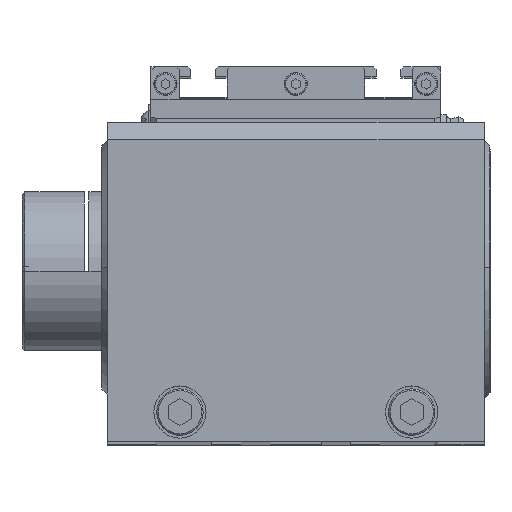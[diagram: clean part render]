
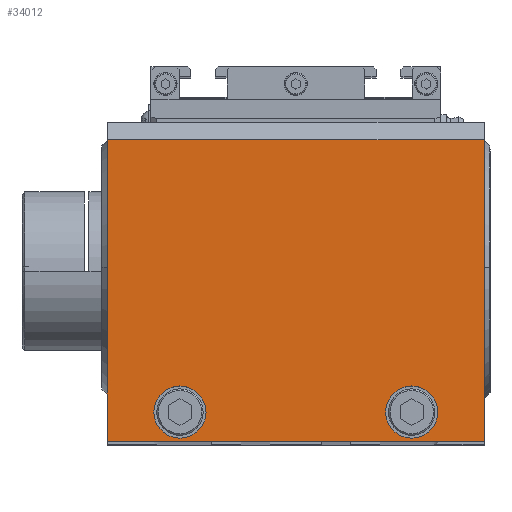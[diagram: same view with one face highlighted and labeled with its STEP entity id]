
A CAD part, top view. The second image highlights one B-rep face of the part: STEP entity #34012.
In plain terms, the highlighted face is planar.
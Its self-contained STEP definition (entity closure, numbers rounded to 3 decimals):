
#415 = DIRECTION ( 'NONE',  ( -1., 0., 0. ) ) ;
#1026 = LINE ( 'NONE', #33312, #23867 ) ;
#1647 = EDGE_CURVE ( 'NONE', #1716, #19271, #1026, .T. ) ;
#1716 = VERTEX_POINT ( 'NONE', #19440 ) ;
#2276 = AXIS2_PLACEMENT_3D ( 'NONE', #31680, #3185, #415 ) ;
#2433 = AXIS2_PLACEMENT_3D ( 'NONE', #7179, #33156, #16053 ) ;
#2661 = AXIS2_PLACEMENT_3D ( 'NONE', #6103, #2846, #19982 ) ;
#2846 = DIRECTION ( 'NONE',  ( 0., 0., -1. ) ) ;
#3185 = DIRECTION ( 'NONE',  ( 0., 0., -1. ) ) ;
#3258 = CARTESIAN_POINT ( 'NONE',  ( -31., 10., -110. ) ) ;
#3785 = EDGE_CURVE ( 'NONE', #20257, #4870, #14469, .T. ) ;
#3938 = DIRECTION ( 'NONE',  ( 0., 1., 0. ) ) ;
#4665 = EDGE_CURVE ( 'NONE', #1716, #33161, #7634, .T. ) ;
#4870 = VERTEX_POINT ( 'NONE', #8097 ) ;
#5192 = CARTESIAN_POINT ( 'NONE',  ( -65., 0., -110. ) ) ;
#5773 = EDGE_CURVE ( 'NONE', #23448, #33161, #37009, .T. ) ;
#6014 = EDGE_CURVE ( 'NONE', #19271, #23448, #29826, .T. ) ;
#6103 = CARTESIAN_POINT ( 'NONE',  ( 0., 0., -110. ) ) ;
#6134 = EDGE_CURVE ( 'NONE', #4870, #20257, #10595, .T. ) ;
#7139 = VERTEX_POINT ( 'NONE', #12513 ) ;
#7179 = CARTESIAN_POINT ( 'NONE',  ( -40., 10., -110. ) ) ;
#7228 = DIRECTION ( 'NONE',  ( 0., 0., -1. ) ) ;
#7523 = ORIENTED_EDGE ( 'NONE', *, *, #24491, .F. ) ;
#7634 = LINE ( 'NONE', #32340, #27720 ) ;
#8097 = CARTESIAN_POINT ( 'NONE',  ( -49., 10., -110. ) ) ;
#9496 = CARTESIAN_POINT ( 'NONE',  ( -65., 0., -110. ) ) ;
#10469 = CARTESIAN_POINT ( 'NONE',  ( 40., 10., -110. ) ) ;
#10595 = CIRCLE ( 'NONE', #2276, 9. ) ;
#10602 = ORIENTED_EDGE ( 'NONE', *, *, #6134, .F. ) ;
#12296 = CARTESIAN_POINT ( 'NONE',  ( 31., 10., -110. ) ) ;
#12513 = CARTESIAN_POINT ( 'NONE',  ( 49., 10., -110. ) ) ;
#13505 = ORIENTED_EDGE ( 'NONE', *, *, #35907, .F. ) ;
#14256 = ORIENTED_EDGE ( 'NONE', *, *, #6014, .F. ) ;
#14469 = CIRCLE ( 'NONE', #2433, 9. ) ;
#14667 = VECTOR ( 'NONE', #25436, 1000. ) ;
#14715 = ORIENTED_EDGE ( 'NONE', *, *, #3785, .F. ) ;
#15249 = DIRECTION ( 'NONE',  ( 1., 0., 0. ) ) ;
#16053 = DIRECTION ( 'NONE',  ( -1., 0., 0. ) ) ;
#16163 = ORIENTED_EDGE ( 'NONE', *, *, #1647, .F. ) ;
#16701 = DIRECTION ( 'NONE',  ( 0., -1., 0. ) ) ;
#17104 = PLANE ( 'NONE',  #2661 ) ;
#18945 = AXIS2_PLACEMENT_3D ( 'NONE', #10469, #36195, #19095 ) ;
#19095 = DIRECTION ( 'NONE',  ( -1., 0., 0. ) ) ;
#19271 = VERTEX_POINT ( 'NONE', #9496 ) ;
#19440 = CARTESIAN_POINT ( 'NONE',  ( -65., 104., -110. ) ) ;
#19982 = DIRECTION ( 'NONE',  ( -1., 0., 0. ) ) ;
#20257 = VERTEX_POINT ( 'NONE', #3258 ) ;
#22470 = FACE_BOUND ( 'NONE', #25745, .T. ) ;
#22965 = EDGE_LOOP ( 'NONE', ( #16163, #30544, #30830, #14256 ) ) ;
#23337 = FACE_OUTER_BOUND ( 'NONE', #22965, .T. ) ;
#23448 = VERTEX_POINT ( 'NONE', #25669 ) ;
#23867 = VECTOR ( 'NONE', #16701, 1000. ) ;
#24491 = EDGE_CURVE ( 'NONE', #33459, #7139, #32860, .T. ) ;
#25436 = DIRECTION ( 'NONE',  ( 1., 0., 0. ) ) ;
#25669 = CARTESIAN_POINT ( 'NONE',  ( 65., 0., -110. ) ) ;
#25745 = EDGE_LOOP ( 'NONE', ( #10602, #14715 ) ) ;
#26955 = CARTESIAN_POINT ( 'NONE',  ( 40., 10., -110. ) ) ;
#27720 = VECTOR ( 'NONE', #15249, 1000. ) ;
#29413 = VECTOR ( 'NONE', #3938, 1000. ) ;
#29826 = LINE ( 'NONE', #5192, #14667 ) ;
#30049 = FACE_BOUND ( 'NONE', #30685, .T. ) ;
#30544 = ORIENTED_EDGE ( 'NONE', *, *, #4665, .T. ) ;
#30685 = EDGE_LOOP ( 'NONE', ( #7523, #13505 ) ) ;
#30783 = CIRCLE ( 'NONE', #32868, 9. ) ;
#30830 = ORIENTED_EDGE ( 'NONE', *, *, #5773, .F. ) ;
#31051 = CARTESIAN_POINT ( 'NONE',  ( 65., 104., -110. ) ) ;
#31680 = CARTESIAN_POINT ( 'NONE',  ( -40., 10., -110. ) ) ;
#32340 = CARTESIAN_POINT ( 'NONE',  ( 0., 104., -110. ) ) ;
#32701 = DIRECTION ( 'NONE',  ( -1., 0., 0. ) ) ;
#32815 = CARTESIAN_POINT ( 'NONE',  ( 65., 0., -110. ) ) ;
#32860 = CIRCLE ( 'NONE', #18945, 9. ) ;
#32868 = AXIS2_PLACEMENT_3D ( 'NONE', #26955, #7228, #32701 ) ;
#33156 = DIRECTION ( 'NONE',  ( 0., 0., -1. ) ) ;
#33161 = VERTEX_POINT ( 'NONE', #31051 ) ;
#33312 = CARTESIAN_POINT ( 'NONE',  ( -65., 0., -110. ) ) ;
#33459 = VERTEX_POINT ( 'NONE', #12296 ) ;
#34012 = ADVANCED_FACE ( 'NONE', ( #30049, #22470, #23337 ), #17104, .T. ) ;
#35907 = EDGE_CURVE ( 'NONE', #7139, #33459, #30783, .T. ) ;
#36195 = DIRECTION ( 'NONE',  ( 0., 0., -1. ) ) ;
#37009 = LINE ( 'NONE', #32815, #29413 ) ;
